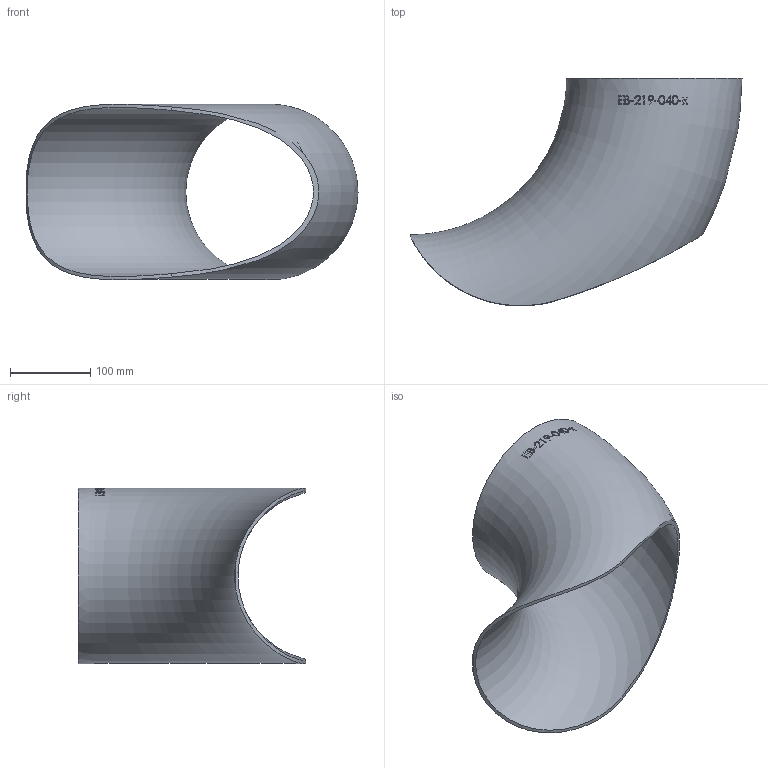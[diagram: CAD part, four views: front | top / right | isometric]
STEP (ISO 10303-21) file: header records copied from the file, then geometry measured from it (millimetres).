
FILE_DESCRIPTION (( 'STEP AP214' ), '1' );
FILE_NAME ('EB-219-040-x Einschweissbogen 2210.STEP', '2022-10-11T10:36:09', ( '' ), ( '' ), 'SwSTEP 2.0', 'SolidWorks 2019', '' );
FILE_SCHEMA (( 'AUTOMOTIVE_DESIGN' ));
Length unit declared in the file: millimetre
Products named in the file (1): EB-219-040-x Einschweissbogen 2210
Bounding box: 414.55 x 284.25 x 219.1 mm (x, y, z)
Volume: 812350.6 mm3; surface area: 413228.1 mm2
Topology: 1 solids, 1 shells, 139 faces, 364 edges, 244 vertices
Faces by surface type: bspline 116, torus 20, plane 2, cylinder 1
Entity records: 20641 total; most frequent: CARTESIAN_POINT 16839, ORIENTED_EDGE 720, EDGE_CURVE 360, B_SPLINE_CURVE_WITH_KNOTS 354, VERTEX_POINT 242, EDGE_LOOP 160, FACE_OUTER_BOUND 141, ADVANCED_FACE 139
